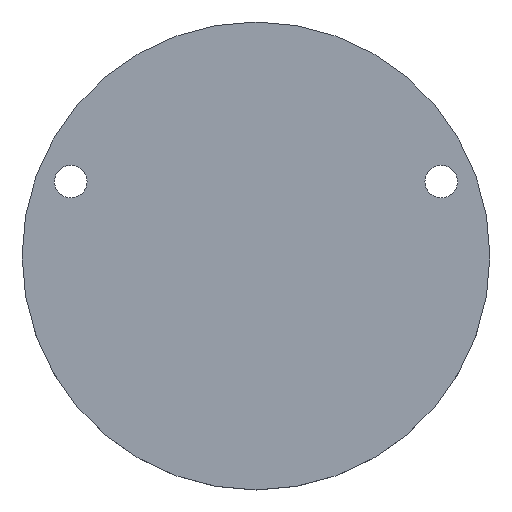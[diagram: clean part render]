
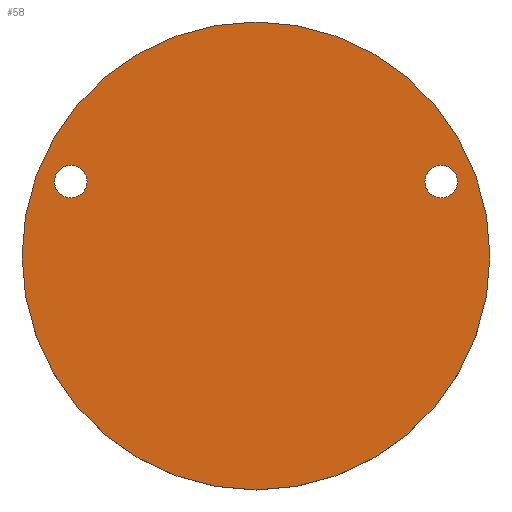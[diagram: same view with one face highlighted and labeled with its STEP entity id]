
A CAD part, top view. The second image highlights one B-rep face of the part: STEP entity #58.
In plain terms, the highlighted planar face has unit normal (0, 0, 1).
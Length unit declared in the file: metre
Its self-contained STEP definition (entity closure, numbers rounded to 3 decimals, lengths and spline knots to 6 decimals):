
#58=ADVANCED_FACE('62:3404',(#77,#78,#79),#80,.F.);
#77=FACE_BOUND('',#98,.T.);
#78=FACE_BOUND('',#99,.T.);
#79=FACE_OUTER_BOUND('',#100,.T.);
#80=PLANE('',#101);
#98=EDGE_LOOP('',(#154,#155));
#99=EDGE_LOOP('',(#156,#157));
#100=EDGE_LOOP('',(#158,#159));
#101=AXIS2_PLACEMENT_3D('',#160,#161,#162);
#154=ORIENTED_EDGE('',*,*,#165,.F.);
#155=ORIENTED_EDGE('',*,*,#181,.F.);
#156=ORIENTED_EDGE('',*,*,#169,.F.);
#157=ORIENTED_EDGE('',*,*,#179,.F.);
#158=ORIENTED_EDGE('',*,*,#173,.F.);
#159=ORIENTED_EDGE('',*,*,#177,.F.);
#160=CARTESIAN_POINT('',(0.,-0.032785,-0.06292));
#161=DIRECTION('',(-0.0,0.0,-1.0));
#162=DIRECTION('',(-1.0,-0.0,0.0));
#165=EDGE_CURVE('62:3422',#182,#185,#186,.T.);
#169=EDGE_CURVE('62:3416',#190,#193,#194,.T.);
#173=EDGE_CURVE('62:3410',#198,#201,#202,.T.);
#177=EDGE_CURVE('62:3410',#201,#198,#207,.T.);
#179=EDGE_CURVE('62:3416',#193,#190,#209,.T.);
#181=EDGE_CURVE('62:3422',#185,#182,#211,.T.);
#182=VERTEX_POINT('',#212);
#185=VERTEX_POINT('',#216);
#186=CIRCLE('',#217,0.001473);
#190=VERTEX_POINT('',#222);
#193=VERTEX_POINT('',#226);
#194=CIRCLE('',#227,0.001473);
#198=VERTEX_POINT('',#232);
#201=VERTEX_POINT('',#236);
#202=CIRCLE('',#237,0.021095);
#207=CIRCLE('',#243,0.021095);
#209=CIRCLE('',#245,0.001473);
#211=CIRCLE('',#247,0.001473);
#212=CARTESIAN_POINT('',(-0.015231,0.006919,-0.06292));
#216=CARTESIAN_POINT('',(-0.018177,0.006919,-0.06292));
#217=AXIS2_PLACEMENT_3D('',#249,#250,#251);
#222=CARTESIAN_POINT('',(0.015231,0.006919,-0.06292));
#226=CARTESIAN_POINT('',(0.018177,0.006919,-0.06292));
#227=AXIS2_PLACEMENT_3D('',#257,#258,#259);
#232=CARTESIAN_POINT('',(-0.021095,0.000215,-0.06292));
#236=CARTESIAN_POINT('',(0.021095,0.000215,-0.06292));
#237=AXIS2_PLACEMENT_3D('',#265,#266,#267);
#243=AXIS2_PLACEMENT_3D('',#275,#276,#277);
#245=AXIS2_PLACEMENT_3D('',#281,#282,#283);
#247=AXIS2_PLACEMENT_3D('',#287,#288,#289);
#249=CARTESIAN_POINT('',(-0.016704,0.006919,-0.06292));
#250=DIRECTION('',(0.0,0.0,1.0));
#251=DIRECTION('',(1.0,0.0,0.0));
#257=CARTESIAN_POINT('',(0.016704,0.006919,-0.06292));
#258=DIRECTION('',(0.0,0.0,1.0));
#259=DIRECTION('',(-1.0,0.0,0.0));
#265=CARTESIAN_POINT('',(0.,0.000215,-0.06292));
#266=DIRECTION('',(0.0,0.0,-1.0));
#267=DIRECTION('',(-1.0,0.0,0.0));
#275=CARTESIAN_POINT('',(0.,0.000215,-0.06292));
#276=DIRECTION('',(0.0,0.0,-1.0));
#277=DIRECTION('',(-1.0,0.0,0.0));
#281=CARTESIAN_POINT('',(0.016704,0.006919,-0.06292));
#282=DIRECTION('',(0.0,0.0,1.0));
#283=DIRECTION('',(-1.0,0.0,0.0));
#287=CARTESIAN_POINT('',(-0.016704,0.006919,-0.06292));
#288=DIRECTION('',(0.0,0.0,1.0));
#289=DIRECTION('',(1.0,0.0,0.0));
